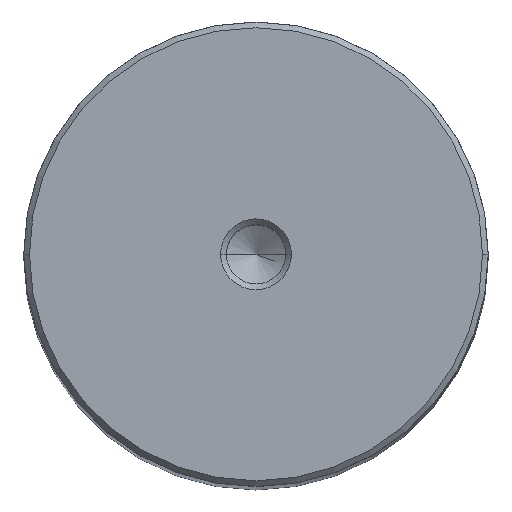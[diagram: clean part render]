
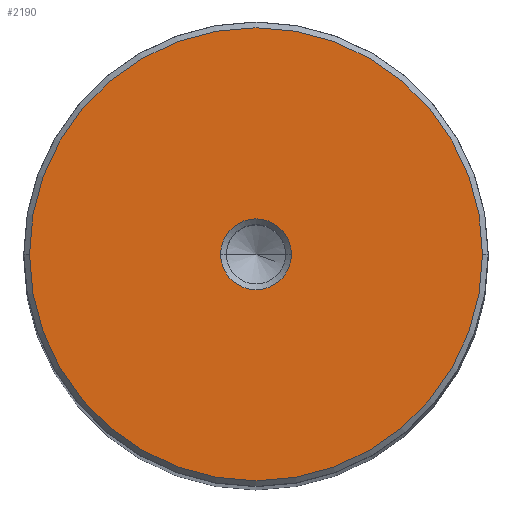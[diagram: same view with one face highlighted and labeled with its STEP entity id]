
A CAD part, top view. The second image highlights one B-rep face of the part: STEP entity #2190.
In plain terms, the highlighted planar face has unit normal (0, 0, 1).
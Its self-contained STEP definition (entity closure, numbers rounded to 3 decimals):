
#140 = DIRECTION ( 'NONE',  ( 1., 0., 0. ) ) ;
#165 = DIRECTION ( 'NONE',  ( 1., 0., 0. ) ) ;
#249 = CARTESIAN_POINT ( 'NONE',  ( 0., 0., 340. ) ) ;
#285 = DIRECTION ( 'NONE',  ( 1., 0., 0. ) ) ;
#300 = CARTESIAN_POINT ( 'NONE',  ( -6.1, 0., 340. ) ) ;
#351 = EDGE_LOOP ( 'NONE', ( #1656, #785 ) ) ;
#397 = ORIENTED_EDGE ( 'NONE', *, *, #2453, .T. ) ;
#429 = DIRECTION ( 'NONE',  ( 0., 0., 1. ) ) ;
#433 = AXIS2_PLACEMENT_3D ( 'NONE', #645, #429, #165 ) ;
#529 = CARTESIAN_POINT ( 'NONE',  ( 0., 0., 340. ) ) ;
#645 = CARTESIAN_POINT ( 'NONE',  ( 0., 0., 340. ) ) ;
#700 = EDGE_LOOP ( 'NONE', ( #864, #397 ) ) ;
#785 = ORIENTED_EDGE ( 'NONE', *, *, #1526, .T. ) ;
#789 = AXIS2_PLACEMENT_3D ( 'NONE', #529, #2155, #285 ) ;
#846 = CARTESIAN_POINT ( 'NONE',  ( 0., 0., 340. ) ) ;
#853 = AXIS2_PLACEMENT_3D ( 'NONE', #846, #2245, #2011 ) ;
#864 = ORIENTED_EDGE ( 'NONE', *, *, #2760, .T. ) ;
#896 = AXIS2_PLACEMENT_3D ( 'NONE', #249, #2343, #1423 ) ;
#1100 = DIRECTION ( 'NONE',  ( 0., 0., 1. ) ) ;
#1310 = PLANE ( 'NONE',  #1676 ) ;
#1423 = DIRECTION ( 'NONE',  ( 1., 0., 0. ) ) ;
#1484 = VERTEX_POINT ( 'NONE', #2357 ) ;
#1500 = CIRCLE ( 'NONE', #853, 39. ) ;
#1526 = EDGE_CURVE ( 'NONE', #1880, #2036, #1568, .T. ) ;
#1568 = CIRCLE ( 'NONE', #896, 6.1 ) ;
#1656 = ORIENTED_EDGE ( 'NONE', *, *, #2918, .T. ) ;
#1676 = AXIS2_PLACEMENT_3D ( 'NONE', #1802, #1100, #140 ) ;
#1795 = FACE_BOUND ( 'NONE', #351, .T. ) ;
#1802 = CARTESIAN_POINT ( 'NONE',  ( 0., 0., 340. ) ) ;
#1880 = VERTEX_POINT ( 'NONE', #300 ) ;
#2011 = DIRECTION ( 'NONE',  ( 1., 0., 0. ) ) ;
#2036 = VERTEX_POINT ( 'NONE', #2824 ) ;
#2089 = VERTEX_POINT ( 'NONE', #2569 ) ;
#2155 = DIRECTION ( 'NONE',  ( 0., 0., -1. ) ) ;
#2190 = ADVANCED_FACE ( 'NONE', ( #1795, #2420 ), #1310, .T. ) ;
#2245 = DIRECTION ( 'NONE',  ( 0., 0., 1. ) ) ;
#2343 = DIRECTION ( 'NONE',  ( 0., 0., -1. ) ) ;
#2357 = CARTESIAN_POINT ( 'NONE',  ( -39., 0., 340. ) ) ;
#2420 = FACE_OUTER_BOUND ( 'NONE', #700, .T. ) ;
#2422 = CIRCLE ( 'NONE', #789, 6.1 ) ;
#2453 = EDGE_CURVE ( 'NONE', #2089, #1484, #2938, .T. ) ;
#2569 = CARTESIAN_POINT ( 'NONE',  ( 39., 0., 340. ) ) ;
#2760 = EDGE_CURVE ( 'NONE', #1484, #2089, #1500, .T. ) ;
#2824 = CARTESIAN_POINT ( 'NONE',  ( 6.1, 0., 340. ) ) ;
#2918 = EDGE_CURVE ( 'NONE', #2036, #1880, #2422, .T. ) ;
#2938 = CIRCLE ( 'NONE', #433, 39. ) ;
